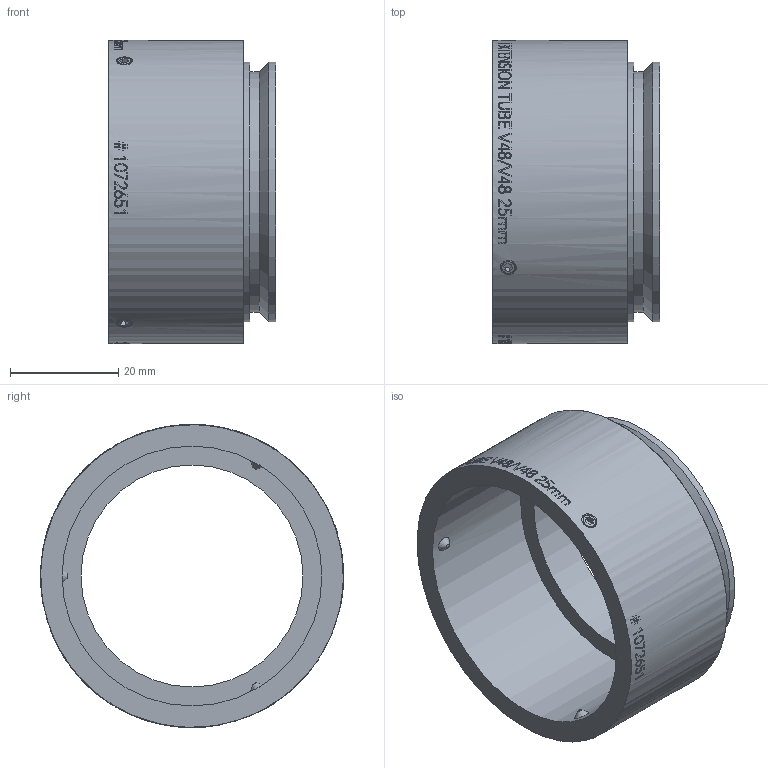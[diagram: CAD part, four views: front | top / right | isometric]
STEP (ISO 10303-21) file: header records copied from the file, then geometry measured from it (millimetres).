
FILE_DESCRIPTION(/* description */ (''),/* implementation_level */ '2;1');
FILE_NAME(/* name */ '1072651_00166679_001.stp',/* time_stamp */ '2022-04-01T09:49:37+02:00',/* author */ (''),/* organization */ (''),/* preprocessor_version */ 'ST-DEVELOPER v16',/* originating_system */ 'SIEMENS PLM Software NX 10.0',/* authorisation */ '');
FILE_SCHEMA (('AP203_CONFIGURATION_CONTROLLED_3D_DESIGN_OF_MECHANICAL_PARTS_AND_ASSEMBLIES_MIM_LF { 1 0 10303 403 2 1 2}'));
Length unit declared in the file: millimetre
Products named in the file (1): Froe6B5C76F3nbei
Bounding box: 31 x 56 x 56 mm (x, y, z)
Volume: 19569.2 mm3; surface area: 16823 mm2
Topology: 1 solids, 2 shells, 121 faces, 556 edges, 516 vertices
Faces by surface type: cylinder 82, plane 32, cone 7
Full cylindrical faces by diameter (mm): 41 x1, 44.4 x1, 48 x3, 56 x2
Entity records: 7642 total; most frequent: CARTESIAN_POINT 3675, ORIENTED_EDGE 1059, EDGE_CURVE 532, VERTEX_POINT 508, B_SPLINE_CURVE_WITH_KNOTS 452, DIRECTION 350, EDGE_LOOP 221, AXIS2_PLACEMENT_3D 148
